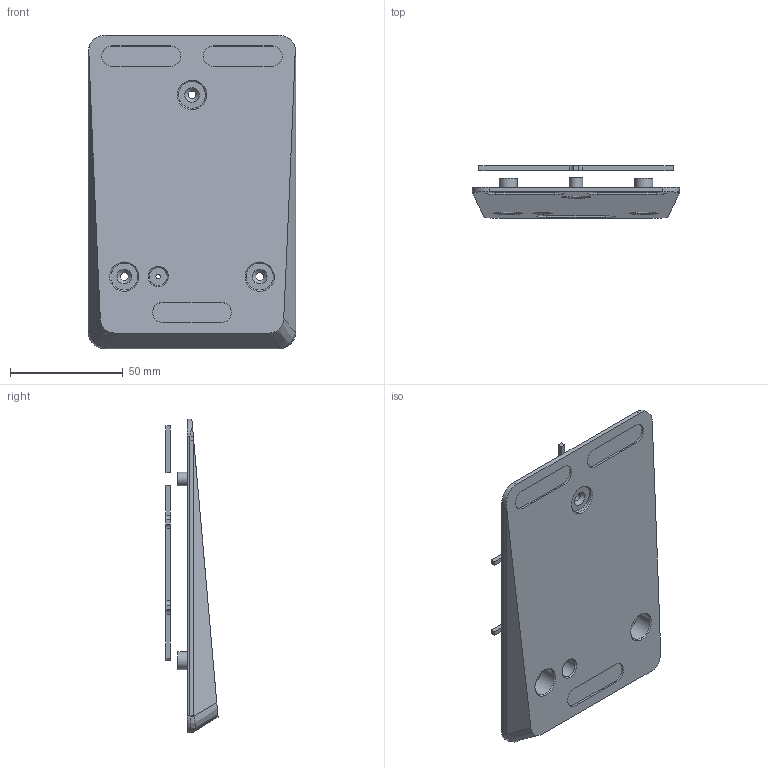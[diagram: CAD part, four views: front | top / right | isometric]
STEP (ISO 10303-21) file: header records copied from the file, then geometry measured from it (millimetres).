
FILE_DESCRIPTION(/* description */ (''),/* implementation_level */ '2;1');
FILE_NAME(/* name */ 'V2 BOTTOM.step',/* time_stamp */ '2022-01-12T22:56:34+11:00',/* author */ (''),/* organization */ (''),/* preprocessor_version */ 'ST-DEVELOPER v18.1',/* originating_system */ 'Autodesk Translation Framework v10.10.0.1391',/* authorisation */ '');
FILE_SCHEMA (('AUTOMOTIVE_DESIGN { 1 0 10303 214 3 1 1 }'));
Length unit declared in the file: millimetre
Products named in the file (1): BOTTOM
Bounding box: 92 x 23.07 x 139 mm (x, y, z)
Volume: 94262.9 mm3; surface area: 31638.5 mm2
Topology: 3 solids, 3 shells, 105 faces, 252 edges, 163 vertices
Faces by surface type: plane 47, cylinder 41, bspline 14, cone 3
Full cylindrical faces by diameter (mm): 2 x1, 3.5 x3, 6 x1, 8 x3, 12 x3
Entity records: 3617 total; most frequent: CARTESIAN_POINT 1149, ORIENTED_EDGE 504, DIRECTION 481, EDGE_CURVE 252, AXIS2_PLACEMENT_3D 171, VERTEX_POINT 163, LINE 139, VECTOR 139
